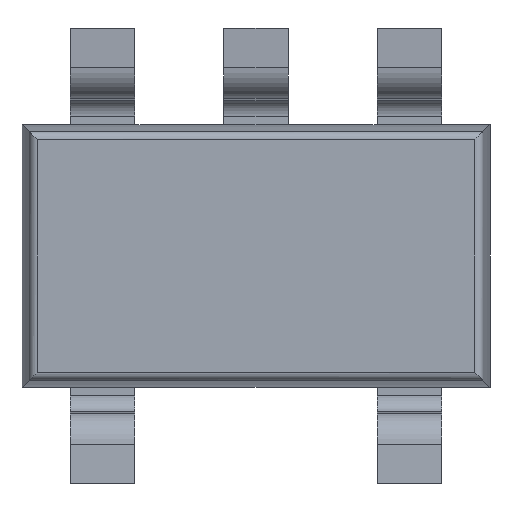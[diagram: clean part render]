
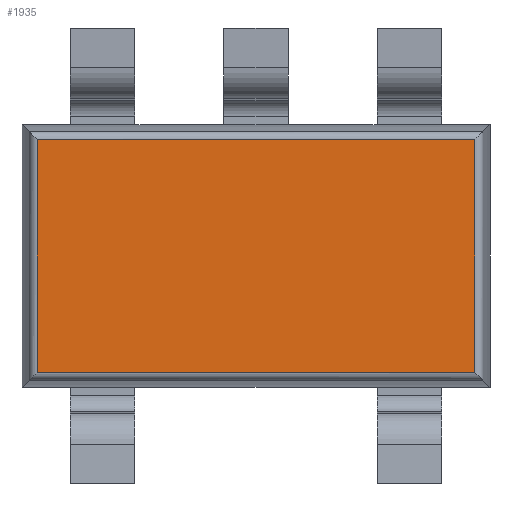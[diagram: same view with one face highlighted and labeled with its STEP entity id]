
A CAD part, front view. The second image highlights one B-rep face of the part: STEP entity #1935.
In plain terms, the highlighted planar face has unit normal (0, -1, 0).
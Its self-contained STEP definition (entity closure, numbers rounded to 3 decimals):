
#207=LINE('',#3099,#395);
#209=LINE('',#3112,#397);
#214=LINE('',#3124,#402);
#225=LINE('',#3194,#413);
#395=VECTOR('',#2542,1.442);
#397=VECTOR('',#2552,1.442);
#402=VECTOR('',#2569,2.713);
#413=VECTOR('',#2610,2.713);
#477=PLANE('',#2099);
#579=FACE_OUTER_BOUND('',#683,.T.);
#683=EDGE_LOOP('',(#1673,#1674,#1675,#1676));
#887=VERTEX_POINT('',#3096);
#888=VERTEX_POINT('',#3098);
#890=VERTEX_POINT('',#3109);
#891=VERTEX_POINT('',#3111);
#1134=EDGE_CURVE('',#887,#888,#207,.T.);
#1139=EDGE_CURVE('',#891,#890,#209,.T.);
#1145=EDGE_CURVE('',#890,#888,#214,.T.);
#1168=EDGE_CURVE('',#891,#887,#225,.T.);
#1673=ORIENTED_EDGE('',*,*,#1134,.F.);
#1674=ORIENTED_EDGE('',*,*,#1168,.F.);
#1675=ORIENTED_EDGE('',*,*,#1139,.T.);
#1676=ORIENTED_EDGE('',*,*,#1145,.T.);
#1935=ADVANCED_FACE('',(#579),#477,.T.);
#2099=AXIS2_PLACEMENT_3D('',#3193,#2608,#2609);
#2542=DIRECTION('',(0.,0.,-1.));
#2552=DIRECTION('',(0.,0.,-1.));
#2569=DIRECTION('',(1.,0.,0.));
#2608=DIRECTION('center_axis',(0.,-1.,0.));
#2609=DIRECTION('ref_axis',(0.,0.,-1.));
#2610=DIRECTION('',(1.,0.,0.));
#3096=CARTESIAN_POINT('',(2.807,-0.55,0.721));
#3098=CARTESIAN_POINT('',(2.807,-0.55,-0.721));
#3099=CARTESIAN_POINT('',(2.807,-0.55,-0.813));
#3109=CARTESIAN_POINT('',(0.093,-0.55,-0.721));
#3111=CARTESIAN_POINT('',(0.093,-0.55,0.721));
#3112=CARTESIAN_POINT('',(0.093,-0.55,-0.813));
#3124=CARTESIAN_POINT('',(0.,-0.55,-0.721));
#3193=CARTESIAN_POINT('Origin',(0.,-0.55,0.721));
#3194=CARTESIAN_POINT('',(0.,-0.55,0.721));
